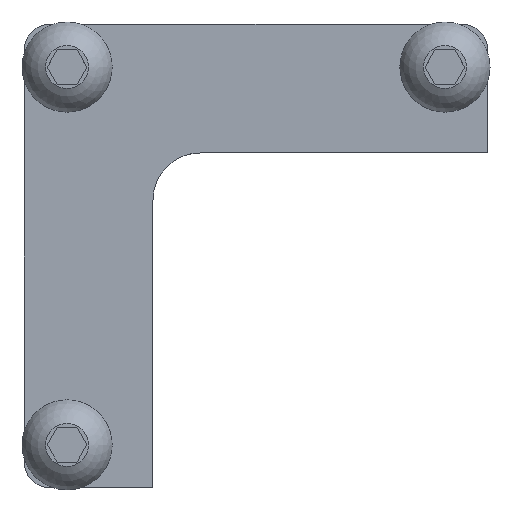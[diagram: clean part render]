
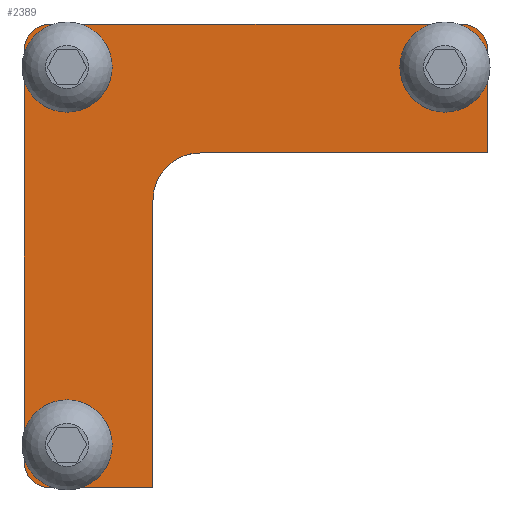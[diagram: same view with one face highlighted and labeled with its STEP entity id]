
A CAD part, top view. The second image highlights one B-rep face of the part: STEP entity #2389.
In plain terms, the highlighted planar face has unit normal (0, 0, 1).
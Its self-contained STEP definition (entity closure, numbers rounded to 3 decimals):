
#1228=CIRCLE('',#2255,3.);
#1229=CIRCLE('',#2256,5.5);
#1230=CIRCLE('',#2257,3.);
#1231=CIRCLE('',#2258,3.);
#1232=CIRCLE('',#2259,3.25);
#1233=CIRCLE('',#2260,3.25);
#1234=CIRCLE('',#2261,3.25);
#1260=ORIENTED_EDGE('',*,*,#1708,.T.);
#1261=ORIENTED_EDGE('',*,*,#1709,.T.);
#1262=ORIENTED_EDGE('',*,*,#1710,.T.);
#1263=ORIENTED_EDGE('',*,*,#1711,.T.);
#1264=ORIENTED_EDGE('',*,*,#1712,.T.);
#1265=ORIENTED_EDGE('',*,*,#1713,.T.);
#1266=ORIENTED_EDGE('',*,*,#1714,.T.);
#1267=ORIENTED_EDGE('',*,*,#1715,.T.);
#1268=ORIENTED_EDGE('',*,*,#1716,.T.);
#1269=ORIENTED_EDGE('',*,*,#1717,.T.);
#1270=ORIENTED_EDGE('',*,*,#1718,.T.);
#1271=ORIENTED_EDGE('',*,*,#1719,.T.);
#1272=ORIENTED_EDGE('',*,*,#1720,.T.);
#1476=VECTOR('',#1986,1.);
#1477=VECTOR('',#1989,1.);
#1478=VECTOR('',#1990,1.);
#1479=VECTOR('',#1993,1.);
#1480=VECTOR('',#1994,1.);
#1481=VECTOR('',#1997,1.);
#1552=LINE('',#2455,#1476);
#1553=LINE('',#2459,#1477);
#1554=LINE('',#2461,#1478);
#1555=LINE('',#2465,#1479);
#1556=LINE('',#2467,#1480);
#1557=LINE('',#2471,#1481);
#1628=VERTEX_POINT('',#2453);
#1629=VERTEX_POINT('',#2454);
#1630=VERTEX_POINT('',#2456);
#1631=VERTEX_POINT('',#2458);
#1632=VERTEX_POINT('',#2460);
#1633=VERTEX_POINT('',#2462);
#1634=VERTEX_POINT('',#2464);
#1635=VERTEX_POINT('',#2466);
#1636=VERTEX_POINT('',#2468);
#1637=VERTEX_POINT('',#2470);
#1638=VERTEX_POINT('',#2473);
#1639=VERTEX_POINT('',#2475);
#1640=VERTEX_POINT('',#2477);
#1708=EDGE_CURVE('',#1628,#1629,#1552,.T.);
#1709=EDGE_CURVE('',#1629,#1630,#1228,.T.);
#1710=EDGE_CURVE('',#1630,#1631,#1553,.T.);
#1711=EDGE_CURVE('',#1631,#1632,#1554,.T.);
#1712=EDGE_CURVE('',#1632,#1633,#1229,.T.);
#1713=EDGE_CURVE('',#1633,#1634,#1555,.T.);
#1714=EDGE_CURVE('',#1634,#1635,#1556,.T.);
#1715=EDGE_CURVE('',#1635,#1636,#1230,.T.);
#1716=EDGE_CURVE('',#1636,#1637,#1557,.T.);
#1717=EDGE_CURVE('',#1637,#1628,#1231,.T.);
#1718=EDGE_CURVE('',#1638,#1638,#1232,.T.);
#1719=EDGE_CURVE('',#1639,#1639,#1233,.T.);
#1720=EDGE_CURVE('',#1640,#1640,#1234,.T.);
#1816=EDGE_LOOP('',(#1260,#1261,#1262,#1263,#1264,#1265,#1266,#1267,#1268,
#1269));
#1817=EDGE_LOOP('',(#1270));
#1818=EDGE_LOOP('',(#1271));
#1819=EDGE_LOOP('',(#1272));
#1900=FACE_BOUND('',#1816,.T.);
#1901=FACE_BOUND('',#1817,.T.);
#1902=FACE_BOUND('',#1818,.T.);
#1903=FACE_BOUND('',#1819,.T.);
#1984=DIRECTION('',(0.,0.,1.));
#1985=DIRECTION('',(0.,-1.,0.));
#1986=DIRECTION('',(0.,-48.,0.));
#1987=DIRECTION('',(0.,0.,1.));
#1988=DIRECTION('',(0.,-3.,0.));
#1989=DIRECTION('',(12.,0.,0.));
#1990=DIRECTION('',(0.,33.5,0.));
#1991=DIRECTION('',(0.,0.,-1.));
#1992=DIRECTION('',(0.,5.5,0.));
#1993=DIRECTION('',(33.5,0.,0.));
#1994=DIRECTION('',(0.,12.,0.));
#1995=DIRECTION('',(0.,0.,1.));
#1996=DIRECTION('',(0.,3.,0.));
#1997=DIRECTION('',(-48.,0.,0.));
#1998=DIRECTION('',(0.,0.,1.));
#1999=DIRECTION('',(-3.,0.,0.));
#2000=DIRECTION('',(0.,0.,-1.));
#2001=DIRECTION('',(0.,-3.25,0.));
#2002=DIRECTION('',(0.,0.,-1.));
#2003=DIRECTION('',(0.,-3.25,0.));
#2004=DIRECTION('',(0.,0.,-1.));
#2005=DIRECTION('',(0.,-3.25,0.));
#2254=AXIS2_PLACEMENT_3D('',#2452,#1984,#1985);
#2255=AXIS2_PLACEMENT_3D('',#2457,#1987,#1988);
#2256=AXIS2_PLACEMENT_3D('',#2463,#1991,#1992);
#2257=AXIS2_PLACEMENT_3D('',#2469,#1995,#1996);
#2258=AXIS2_PLACEMENT_3D('',#2472,#1998,#1999);
#2259=AXIS2_PLACEMENT_3D('',#2474,#2000,#2001);
#2260=AXIS2_PLACEMENT_3D('',#2476,#2002,#2003);
#2261=AXIS2_PLACEMENT_3D('',#2478,#2004,#2005);
#2351=PLANE('',#2254);
#2389=ADVANCED_FACE('',(#1900,#1901,#1902,#1903),#2351,.T.);
#2452=CARTESIAN_POINT('',(49.,-8.25,3.));
#2453=CARTESIAN_POINT('',(0.,-3.,3.));
#2454=CARTESIAN_POINT('',(0.,-51.,3.));
#2455=CARTESIAN_POINT('',(0.,-3.,3.));
#2456=CARTESIAN_POINT('',(3.,-54.,3.));
#2457=CARTESIAN_POINT('',(3.,-51.,3.));
#2458=CARTESIAN_POINT('',(15.,-54.,3.));
#2459=CARTESIAN_POINT('',(3.,-54.,3.));
#2460=CARTESIAN_POINT('',(15.,-20.5,3.));
#2461=CARTESIAN_POINT('',(15.,-54.,3.));
#2462=CARTESIAN_POINT('',(20.5,-15.,3.));
#2463=CARTESIAN_POINT('',(20.5,-20.5,3.));
#2464=CARTESIAN_POINT('',(54.,-15.,3.));
#2465=CARTESIAN_POINT('',(20.5,-15.,3.));
#2466=CARTESIAN_POINT('',(54.,-3.,3.));
#2467=CARTESIAN_POINT('',(54.,-15.,3.));
#2468=CARTESIAN_POINT('',(51.,0.,3.));
#2469=CARTESIAN_POINT('',(51.,-3.,3.));
#2470=CARTESIAN_POINT('',(3.,0.,3.));
#2471=CARTESIAN_POINT('',(51.,0.,3.));
#2472=CARTESIAN_POINT('',(3.,-3.,3.));
#2473=CARTESIAN_POINT('',(5.,-8.25,3.));
#2474=CARTESIAN_POINT('',(5.,-5.,3.));
#2475=CARTESIAN_POINT('',(5.,-52.25,3.));
#2476=CARTESIAN_POINT('',(5.,-49.,3.));
#2477=CARTESIAN_POINT('',(49.,-8.25,3.));
#2478=CARTESIAN_POINT('',(49.,-5.,3.));
